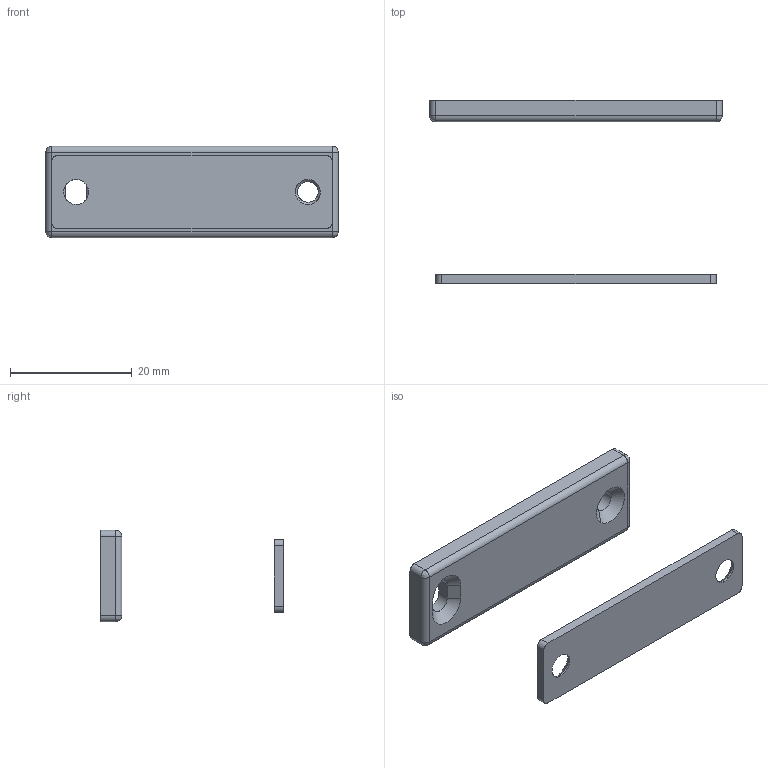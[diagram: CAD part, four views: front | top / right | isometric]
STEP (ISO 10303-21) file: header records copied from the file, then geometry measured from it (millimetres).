
FILE_DESCRIPTION((''),'2;1');
FILE_NAME('','2009-03-18T09:48:23',(''),(''),'','CADfix','');
FILE_SCHEMA(('AUTOMOTIVE_DESIGN { 1 0 10303 214 1 1 1 1 }'));
Length unit declared in the file: millimetre
Bounding box: 48 x 30 x 15 mm (x, y, z)
Volume: 2812.8 mm3; surface area: 3506.3 mm2
Topology: 2 solids, 2 shells, 93 faces, 282 edges, 200 vertices
Faces by surface type: bspline 93
Entity records: 3822 total; most frequent: CARTESIAN_POINT 2099, ORIENTED_EDGE 564, EDGE_CURVE 282, VERTEX_POINT 200, QUASI_UNIFORM_CURVE 160, B_SPLINE_CURVE_WITH_KNOTS 122, EDGE_LOOP 108, FACE_OUTER_BOUND 93
